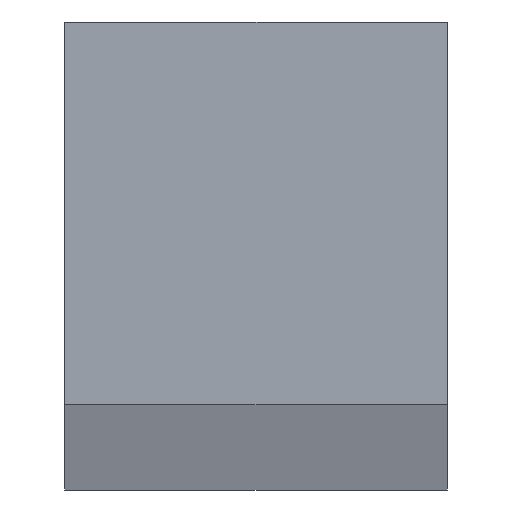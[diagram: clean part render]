
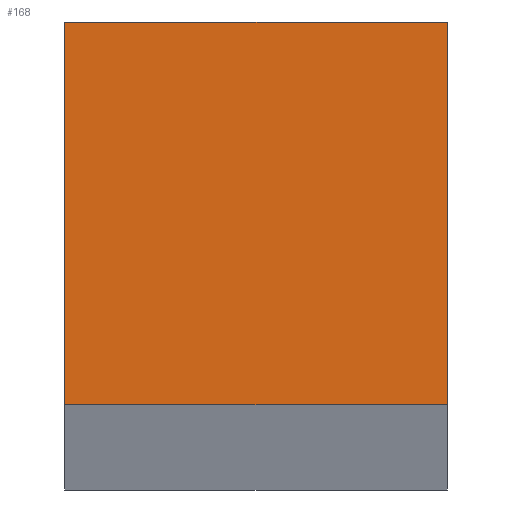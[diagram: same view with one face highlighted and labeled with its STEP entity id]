
A CAD part, top view. The second image highlights one B-rep face of the part: STEP entity #168.
In plain terms, the highlighted planar face has unit normal (0, 0, 1).
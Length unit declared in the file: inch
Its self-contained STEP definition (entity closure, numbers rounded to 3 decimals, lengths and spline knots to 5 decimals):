
#2 = VECTOR ( 'NONE', #70, 39.37008 ) ;
#6 = VERTEX_POINT ( 'NONE', #79 ) ;
#10 = CARTESIAN_POINT ( 'NONE',  ( -0.04688, 0.04687, 0. ) ) ;
#16 = DIRECTION ( 'NONE',  ( 0., 0., 1. ) ) ;
#24 = CARTESIAN_POINT ( 'NONE',  ( -0.04688, 0.04687, 0. ) ) ;
#30 = CARTESIAN_POINT ( 'NONE',  ( -0.04688, 0.04687, 0. ) ) ;
#34 = CARTESIAN_POINT ( 'NONE',  ( 0.04687, 0.04687, 0. ) ) ;
#40 = DIRECTION ( 'NONE',  ( -1., 0., 0. ) ) ;
#43 = VERTEX_POINT ( 'NONE', #24 ) ;
#45 = PLANE ( 'NONE',  #74 ) ;
#53 = LINE ( 'NONE', #72, #195 ) ;
#61 = VECTOR ( 'NONE', #107, 39.37008 ) ;
#62 = FACE_OUTER_BOUND ( 'NONE', #68, .T. ) ;
#68 = EDGE_LOOP ( 'NONE', ( #103, #76, #93, #236 ) ) ;
#69 = VECTOR ( 'NONE', #40, 39.37008 ) ;
#70 = DIRECTION ( 'NONE',  ( 0., -1., 0. ) ) ;
#72 = CARTESIAN_POINT ( 'NONE',  ( -0.04687, -0.04688, 0. ) ) ;
#74 = AXIS2_PLACEMENT_3D ( 'NONE', #199, #16, #172 ) ;
#76 = ORIENTED_EDGE ( 'NONE', *, *, #226, .T. ) ;
#79 = CARTESIAN_POINT ( 'NONE',  ( -0.04687, -0.04688, 0. ) ) ;
#85 = CARTESIAN_POINT ( 'NONE',  ( 0.04688, -0.04688, 0. ) ) ;
#93 = ORIENTED_EDGE ( 'NONE', *, *, #179, .T. ) ;
#103 = ORIENTED_EDGE ( 'NONE', *, *, #112, .T. ) ;
#107 = DIRECTION ( 'NONE',  ( 0., 1., 0. ) ) ;
#112 = EDGE_CURVE ( 'NONE', #43, #6, #133, .T. ) ;
#116 = DIRECTION ( 'NONE',  ( 1., 0., 0. ) ) ;
#117 = VERTEX_POINT ( 'NONE', #139 ) ;
#133 = LINE ( 'NONE', #10, #2 ) ;
#139 = CARTESIAN_POINT ( 'NONE',  ( 0.04687, 0.04687, 0. ) ) ;
#168 = ADVANCED_FACE ( 'NONE', ( #62 ), #45, .T. ) ;
#169 = EDGE_CURVE ( 'NONE', #117, #43, #234, .T. ) ;
#172 = DIRECTION ( 'NONE',  ( 1., 0., 0. ) ) ;
#179 = EDGE_CURVE ( 'NONE', #193, #117, #186, .T. ) ;
#186 = LINE ( 'NONE', #34, #61 ) ;
#193 = VERTEX_POINT ( 'NONE', #85 ) ;
#195 = VECTOR ( 'NONE', #116, 39.37008 ) ;
#199 = CARTESIAN_POINT ( 'NONE',  ( -0.04687, -0.04688, 0. ) ) ;
#226 = EDGE_CURVE ( 'NONE', #6, #193, #53, .T. ) ;
#234 = LINE ( 'NONE', #30, #69 ) ;
#236 = ORIENTED_EDGE ( 'NONE', *, *, #169, .T. ) ;
